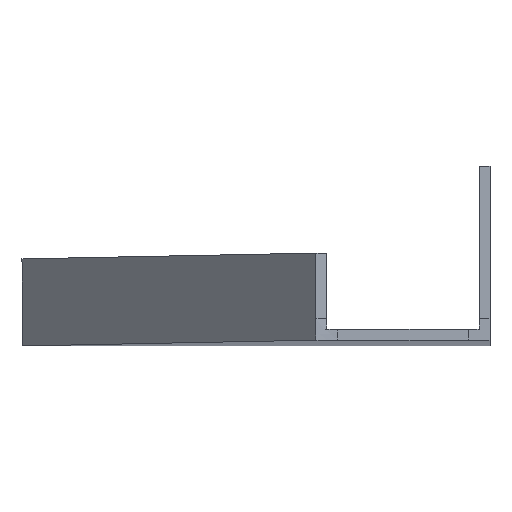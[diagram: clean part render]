
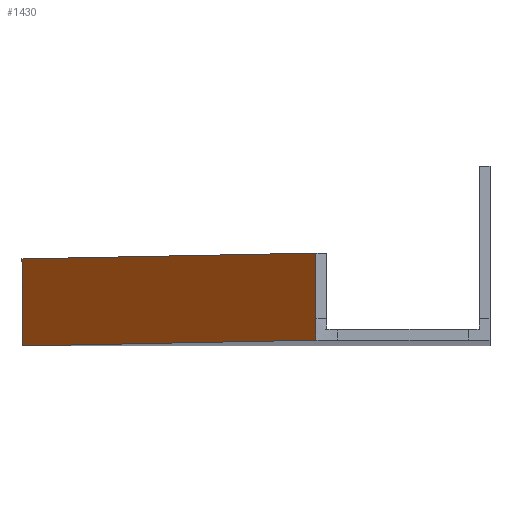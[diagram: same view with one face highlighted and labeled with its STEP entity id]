
A CAD part, top view. The second image highlights one B-rep face of the part: STEP entity #1430.
In plain terms, the highlighted planar face has unit normal (-0.996, 0, 0.088).
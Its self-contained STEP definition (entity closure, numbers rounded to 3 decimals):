
#143=PLANE('',#1565);
#209=FACE_OUTER_BOUND('',#299,.T.);
#299=EDGE_LOOP('',(#1268,#1269,#1270,#1271,#1272,#1273));
#355=LINE('',#2176,#493);
#432=LINE('',#2379,#570);
#437=LINE('',#2422,#575);
#439=LINE('',#2425,#577);
#493=VECTOR('',#1681,10.);
#570=VECTOR('',#1906,10.);
#575=VECTOR('',#1913,10.);
#577=VECTOR('',#1917,10.);
#584=B_SPLINE_CURVE_WITH_KNOTS('',3,(#1983,#1984,#1985,#1986,#1987,#1988,
#1989,#1990,#1991,#1992),.UNSPECIFIED.,.F.,.F.,(4,2,2,2,4),(-1.528,
-1.435,-1.307,-1.215,-1.176),
 .UNSPECIFIED.);
#589=B_SPLINE_CURVE_WITH_KNOTS('',3,(#2406,#2407,#2408,#2409,#2410,#2411,
#2412,#2413,#2414,#2415),.UNSPECIFIED.,.F.,.F.,(4,2,2,2,4),(-1.131,
-1.07,-0.98,-0.844,-0.807),
 .UNSPECIFIED.);
#593=VERTEX_POINT('',#1980);
#594=VERTEX_POINT('',#1982);
#662=VERTEX_POINT('',#2159);
#716=VERTEX_POINT('',#2378);
#717=VERTEX_POINT('',#2405);
#719=VERTEX_POINT('',#2421);
#723=EDGE_CURVE('',#594,#593,#584,.T.);
#800=EDGE_CURVE('',#662,#594,#355,.T.);
#901=EDGE_CURVE('',#716,#593,#432,.T.);
#903=EDGE_CURVE('',#717,#662,#589,.T.);
#907=EDGE_CURVE('',#717,#719,#437,.T.);
#909=EDGE_CURVE('',#719,#716,#439,.T.);
#1268=ORIENTED_EDGE('',*,*,#723,.T.);
#1269=ORIENTED_EDGE('',*,*,#901,.F.);
#1270=ORIENTED_EDGE('',*,*,#909,.F.);
#1271=ORIENTED_EDGE('',*,*,#907,.F.);
#1272=ORIENTED_EDGE('',*,*,#903,.T.);
#1273=ORIENTED_EDGE('',*,*,#800,.T.);
#1430=ADVANCED_FACE('',(#209),#143,.F.);
#1565=AXIS2_PLACEMENT_3D('',#2426,#1918,#1919);
#1681=DIRECTION('',(0.088,0.,0.996));
#1906=DIRECTION('',(0.,-1.,0.));
#1913=DIRECTION('',(0.,1.,0.));
#1917=DIRECTION('',(0.088,0.,0.996));
#1918=DIRECTION('center_axis',(0.996,0.,-0.088));
#1919=DIRECTION('ref_axis',(0.088,0.088,0.992));
#1980=CARTESIAN_POINT('',(-30.,4.,0.));
#1982=CARTESIAN_POINT('',(-29.984,0.,0.176));
#1983=CARTESIAN_POINT('Ctrl Pts',(-29.984,0.,
0.176));
#1984=CARTESIAN_POINT('Ctrl Pts',(-29.985,0.358,0.166));
#1985=CARTESIAN_POINT('Ctrl Pts',(-29.986,0.716,0.155));
#1986=CARTESIAN_POINT('Ctrl Pts',(-29.989,1.554,0.124));
#1987=CARTESIAN_POINT('Ctrl Pts',(-29.991,2.017,0.104));
#1988=CARTESIAN_POINT('Ctrl Pts',(-29.994,2.857,0.063));
#1989=CARTESIAN_POINT('Ctrl Pts',(-29.996,3.191,0.045));
#1990=CARTESIAN_POINT('Ctrl Pts',(-29.999,3.7,0.017));
#1991=CARTESIAN_POINT('Ctrl Pts',(-29.999,3.85,0.008));
#1992=CARTESIAN_POINT('Ctrl Pts',(-30.,4.,0.));
#2159=CARTESIAN_POINT('',(-83.984,0.,-609.824));
#2176=CARTESIAN_POINT('',(-56.929,0.,-304.199));
#2378=CARTESIAN_POINT('',(-30.,16.,0.));
#2379=CARTESIAN_POINT('',(-30.,4.,0.));
#2405=CARTESIAN_POINT('',(-84.,4.,-610.));
#2406=CARTESIAN_POINT('Ctrl Pts',(-84.,4.,-610.));
#2407=CARTESIAN_POINT('Ctrl Pts',(-83.999,3.75,-609.986));
#2408=CARTESIAN_POINT('Ctrl Pts',(-83.997,3.497,-609.972));
#2409=CARTESIAN_POINT('Ctrl Pts',(-83.994,2.862,-609.937));
#2410=CARTESIAN_POINT('Ctrl Pts',(-83.993,2.504,-609.919));
#2411=CARTESIAN_POINT('Ctrl Pts',(-83.989,1.565,-609.876));
#2412=CARTESIAN_POINT('Ctrl Pts',(-83.987,1.021,-609.855));
#2413=CARTESIAN_POINT('Ctrl Pts',(-83.985,0.312,-609.833));
#2414=CARTESIAN_POINT('Ctrl Pts',(-83.985,0.157,-609.828));
#2415=CARTESIAN_POINT('Ctrl Pts',(-83.984,0.,
-609.824));
#2421=CARTESIAN_POINT('',(-84.,16.,-610.));
#2422=CARTESIAN_POINT('',(-84.,4.,-610.));
#2425=CARTESIAN_POINT('',(-84.,16.,-610.));
#2426=CARTESIAN_POINT('Origin',(-56.985,7.738,-304.827));
